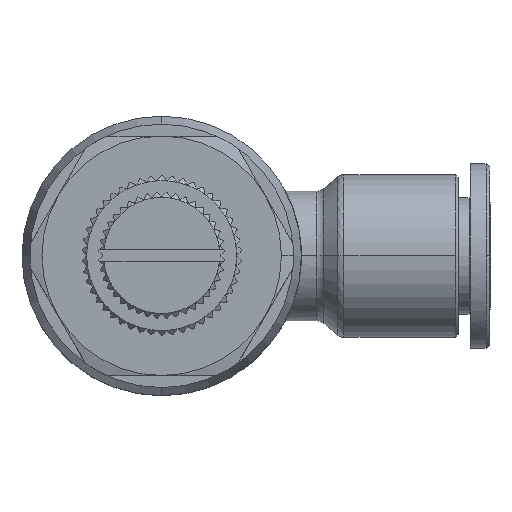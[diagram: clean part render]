
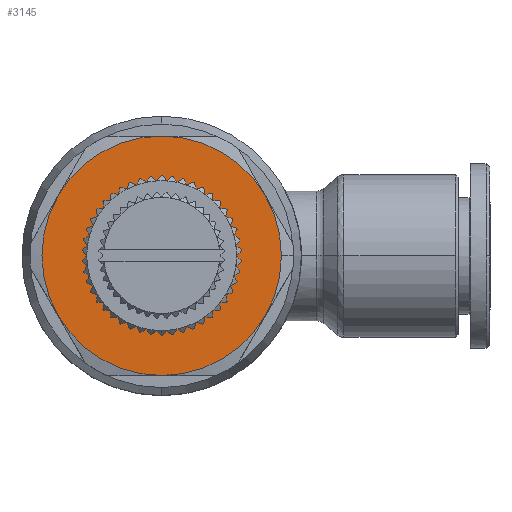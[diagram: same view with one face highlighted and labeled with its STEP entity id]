
A CAD part, top view. The second image highlights one B-rep face of the part: STEP entity #3145.
In plain terms, the highlighted planar face has unit normal (0, 0, 1).
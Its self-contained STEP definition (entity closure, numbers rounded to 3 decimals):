
#90 = CARTESIAN_POINT ( 'NONE',  ( 8.9, 12., 14.5 ) ) ;
#129 = CARTESIAN_POINT ( 'NONE',  ( 8.9, 0., 14.5 ) ) ;
#646 = EDGE_CURVE ( 'NONE', #24213, #27820, #1387, .T. ) ;
#859 = CARTESIAN_POINT ( 'NONE',  ( 19.292, -6., 14.5 ) ) ;
#1039 = VERTEX_POINT ( 'NONE', #2841 ) ;
#1387 = CIRCLE ( 'NONE', #11827, 12. ) ;
#1575 = CIRCLE ( 'NONE', #27620, 12. ) ;
#2050 = AXIS2_PLACEMENT_3D ( 'NONE', #28964, #3539, #8184 ) ;
#2202 = DIRECTION ( 'NONE',  ( -1., 0., 0. ) ) ;
#2453 = CARTESIAN_POINT ( 'NONE',  ( -3.1, 0., 14.5 ) ) ;
#2572 = CARTESIAN_POINT ( 'NONE',  ( 8.9, 0., 14.5 ) ) ;
#2670 = CARTESIAN_POINT ( 'NONE',  ( 8.9, 0., 14.5 ) ) ;
#2841 = CARTESIAN_POINT ( 'NONE',  ( 19.292, 6., 14.5 ) ) ;
#2897 = CARTESIAN_POINT ( 'NONE',  ( 15.9, 0., 14.5 ) ) ;
#3140 = DIRECTION ( 'NONE',  ( 0., 0., -1. ) ) ;
#3145 = ADVANCED_FACE ( 'NONE', ( #21863, #23323 ), #9570, .T. ) ;
#3279 = VERTEX_POINT ( 'NONE', #859 ) ;
#3539 = DIRECTION ( 'NONE',  ( 0., 0., -1. ) ) ;
#4805 = CIRCLE ( 'NONE', #17897, 12. ) ;
#5035 = DIRECTION ( 'NONE',  ( -1., 0., 0. ) ) ;
#5566 = DIRECTION ( 'NONE',  ( 0., 0., -1. ) ) ;
#6285 = EDGE_CURVE ( 'NONE', #1039, #3279, #11307, .T. ) ;
#6450 = ORIENTED_EDGE ( 'NONE', *, *, #28393, .T. ) ;
#6532 = DIRECTION ( 'NONE',  ( 0., 0., -1. ) ) ;
#6538 = VERTEX_POINT ( 'NONE', #8832 ) ;
#6550 = CARTESIAN_POINT ( 'NONE',  ( -1.492, -6., 14.5 ) ) ;
#6739 = DIRECTION ( 'NONE',  ( 0., 0., -1. ) ) ;
#6907 = AXIS2_PLACEMENT_3D ( 'NONE', #29631, #6532, #29733 ) ;
#7223 = DIRECTION ( 'NONE',  ( -1., 0., 0. ) ) ;
#8184 = DIRECTION ( 'NONE',  ( -1., 0., 0. ) ) ;
#8832 = CARTESIAN_POINT ( 'NONE',  ( 8.9, -12., 14.5 ) ) ;
#9163 = AXIS2_PLACEMENT_3D ( 'NONE', #23042, #20593, #13839 ) ;
#9570 = PLANE ( 'NONE',  #24871 ) ;
#10696 = VERTEX_POINT ( 'NONE', #2897 ) ;
#10862 = CARTESIAN_POINT ( 'NONE',  ( -1.492, 6., 14.5 ) ) ;
#11103 = EDGE_CURVE ( 'NONE', #3279, #6538, #4805, .T. ) ;
#11307 = CIRCLE ( 'NONE', #15803, 12. ) ;
#11580 = CIRCLE ( 'NONE', #12576, 12. ) ;
#11827 = AXIS2_PLACEMENT_3D ( 'NONE', #129, #3140, #15264 ) ;
#12003 = DIRECTION ( 'NONE',  ( 1., 0., 0. ) ) ;
#12080 = EDGE_CURVE ( 'NONE', #18788, #24213, #1575, .T. ) ;
#12576 = AXIS2_PLACEMENT_3D ( 'NONE', #27944, #14262, #5035 ) ;
#12969 = EDGE_CURVE ( 'NONE', #27820, #13429, #16014, .T. ) ;
#13095 = ORIENTED_EDGE ( 'NONE', *, *, #6285, .F. ) ;
#13181 = EDGE_CURVE ( 'NONE', #13429, #1039, #24002, .T. ) ;
#13429 = VERTEX_POINT ( 'NONE', #90 ) ;
#13783 = ORIENTED_EDGE ( 'NONE', *, *, #13181, .F. ) ;
#13839 = DIRECTION ( 'NONE',  ( -1., 0., 0. ) ) ;
#14187 = ORIENTED_EDGE ( 'NONE', *, *, #14985, .T. ) ;
#14233 = DIRECTION ( 'NONE',  ( 0., 0., 1. ) ) ;
#14262 = DIRECTION ( 'NONE',  ( 0., 0., -1. ) ) ;
#14392 = DIRECTION ( 'NONE',  ( 0., 0., -1. ) ) ;
#14466 = EDGE_LOOP ( 'NONE', ( #16502, #17464, #13095, #13783, #14780, #28068, #14525 ) ) ;
#14525 = ORIENTED_EDGE ( 'NONE', *, *, #12080, .F. ) ;
#14780 = ORIENTED_EDGE ( 'NONE', *, *, #12969, .F. ) ;
#14985 = EDGE_CURVE ( 'NONE', #22202, #10696, #22831, .T. ) ;
#15264 = DIRECTION ( 'NONE',  ( -1., 0., 0. ) ) ;
#15791 = EDGE_LOOP ( 'NONE', ( #14187, #6450 ) ) ;
#15803 = AXIS2_PLACEMENT_3D ( 'NONE', #2670, #14392, #16718 ) ;
#16014 = CIRCLE ( 'NONE', #24332, 12. ) ;
#16028 = CARTESIAN_POINT ( 'NONE',  ( 8.9, 0., 14.5 ) ) ;
#16502 = ORIENTED_EDGE ( 'NONE', *, *, #23162, .F. ) ;
#16718 = DIRECTION ( 'NONE',  ( -1., 0., 0. ) ) ;
#17464 = ORIENTED_EDGE ( 'NONE', *, *, #11103, .F. ) ;
#17897 = AXIS2_PLACEMENT_3D ( 'NONE', #2572, #23528, #7223 ) ;
#18788 = VERTEX_POINT ( 'NONE', #6550 ) ;
#18799 = CARTESIAN_POINT ( 'NONE',  ( 1.9, 0., 14.5 ) ) ;
#20593 = DIRECTION ( 'NONE',  ( 0., 0., -1. ) ) ;
#21863 = FACE_BOUND ( 'NONE', #15791, .T. ) ;
#22202 = VERTEX_POINT ( 'NONE', #18799 ) ;
#22831 = CIRCLE ( 'NONE', #6907, 7. ) ;
#23042 = CARTESIAN_POINT ( 'NONE',  ( 8.9, 0., 14.5 ) ) ;
#23162 = EDGE_CURVE ( 'NONE', #6538, #18788, #11580, .T. ) ;
#23323 = FACE_OUTER_BOUND ( 'NONE', #14466, .T. ) ;
#23528 = DIRECTION ( 'NONE',  ( 0., 0., -1. ) ) ;
#23893 = CARTESIAN_POINT ( 'NONE',  ( 8.9, 0., 14.5 ) ) ;
#24002 = CIRCLE ( 'NONE', #2050, 12. ) ;
#24213 = VERTEX_POINT ( 'NONE', #2453 ) ;
#24332 = AXIS2_PLACEMENT_3D ( 'NONE', #16028, #6739, #2202 ) ;
#24871 = AXIS2_PLACEMENT_3D ( 'NONE', #25767, #14233, #12003 ) ;
#25767 = CARTESIAN_POINT ( 'NONE',  ( 8.9, 9.5, 14.5 ) ) ;
#26223 = DIRECTION ( 'NONE',  ( -1., 0., 0. ) ) ;
#27620 = AXIS2_PLACEMENT_3D ( 'NONE', #23893, #5566, #26223 ) ;
#27820 = VERTEX_POINT ( 'NONE', #10862 ) ;
#27944 = CARTESIAN_POINT ( 'NONE',  ( 8.9, 0., 14.5 ) ) ;
#28068 = ORIENTED_EDGE ( 'NONE', *, *, #646, .F. ) ;
#28393 = EDGE_CURVE ( 'NONE', #10696, #22202, #28993, .T. ) ;
#28964 = CARTESIAN_POINT ( 'NONE',  ( 8.9, 0., 14.5 ) ) ;
#28993 = CIRCLE ( 'NONE', #9163, 7. ) ;
#29631 = CARTESIAN_POINT ( 'NONE',  ( 8.9, 0., 14.5 ) ) ;
#29733 = DIRECTION ( 'NONE',  ( -1., 0., 0. ) ) ;
